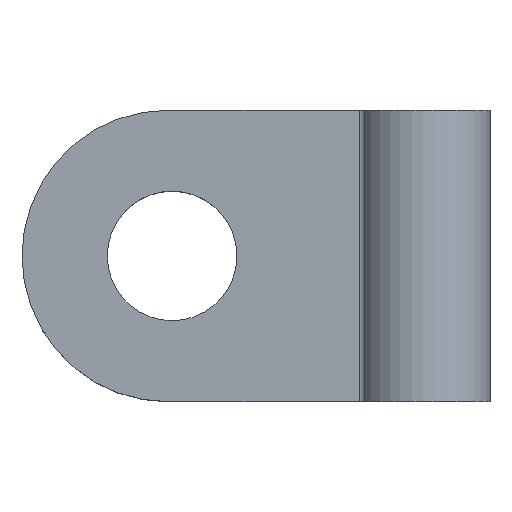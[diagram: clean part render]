
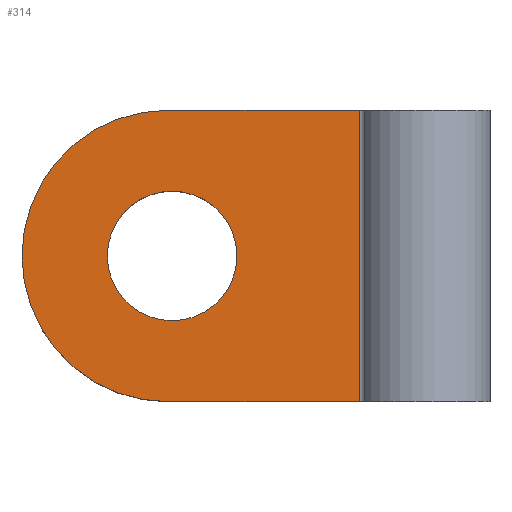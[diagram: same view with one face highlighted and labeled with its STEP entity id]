
A CAD part, top view. The second image highlights one B-rep face of the part: STEP entity #314.
In plain terms, the highlighted planar face has unit normal (0, 0, 1).
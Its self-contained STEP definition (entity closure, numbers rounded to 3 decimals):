
#44=CIRCLE('',#352,4.95);
#45=CIRCLE('',#353,2.2);
#72=ORIENTED_EDGE('',*,*,#160,.F.);
#73=ORIENTED_EDGE('',*,*,#161,.T.);
#74=ORIENTED_EDGE('',*,*,#162,.T.);
#75=ORIENTED_EDGE('',*,*,#163,.T.);
#76=ORIENTED_EDGE('',*,*,#164,.T.);
#160=EDGE_CURVE('',#204,#205,#228,.T.);
#161=EDGE_CURVE('',#204,#206,#44,.T.);
#162=EDGE_CURVE('',#206,#207,#229,.T.);
#163=EDGE_CURVE('',#207,#205,#230,.T.);
#164=EDGE_CURVE('',#208,#208,#45,.T.);
#204=VERTEX_POINT('',#514);
#205=VERTEX_POINT('',#515);
#206=VERTEX_POINT('',#517);
#207=VERTEX_POINT('',#519);
#208=VERTEX_POINT('',#522);
#228=LINE('',#513,#244);
#229=LINE('',#518,#245);
#230=LINE('',#520,#246);
#244=VECTOR('',#409,1000.);
#245=VECTOR('',#412,1000.);
#246=VECTOR('',#413,1000.);
#258=EDGE_LOOP('',(#72,#73,#74,#75));
#259=EDGE_LOOP('',(#76));
#284=FACE_BOUND('',#258,.T.);
#285=FACE_BOUND('',#259,.T.);
#308=PLANE('',#351);
#314=ADVANCED_FACE('',(#284,#285),#308,.T.);
#351=AXIS2_PLACEMENT_3D('',#512,#407,#408);
#352=AXIS2_PLACEMENT_3D('',#516,#410,#411);
#353=AXIS2_PLACEMENT_3D('',#521,#414,#415);
#407=DIRECTION('',(0.,0.,1.));
#408=DIRECTION('',(1.,0.,0.));
#409=DIRECTION('',(1.,0.,0.));
#410=DIRECTION('',(0.,0.,1.));
#411=DIRECTION('',(1.,0.,0.));
#412=DIRECTION('',(1.,0.,0.));
#413=DIRECTION('',(0.,1.,0.));
#414=DIRECTION('',(0.,0.,-1.));
#415=DIRECTION('',(1.,0.,0.));
#512=CARTESIAN_POINT('',(-2.135,-4.95,3.4));
#513=CARTESIAN_POINT('',(-2.135,4.95,3.4));
#514=CARTESIAN_POINT('',(-8.65,4.95,3.4));
#515=CARTESIAN_POINT('',(-2.135,4.95,3.4));
#516=CARTESIAN_POINT('',(-8.65,0.,3.4));
#517=CARTESIAN_POINT('',(-8.65,-4.95,3.4));
#518=CARTESIAN_POINT('',(-2.135,-4.95,3.4));
#519=CARTESIAN_POINT('',(-2.135,-4.95,3.4));
#520=CARTESIAN_POINT('',(-2.135,-4.95,3.4));
#521=CARTESIAN_POINT('',(-8.5,0.,3.4));
#522=CARTESIAN_POINT('',(-6.3,0.,3.4));
